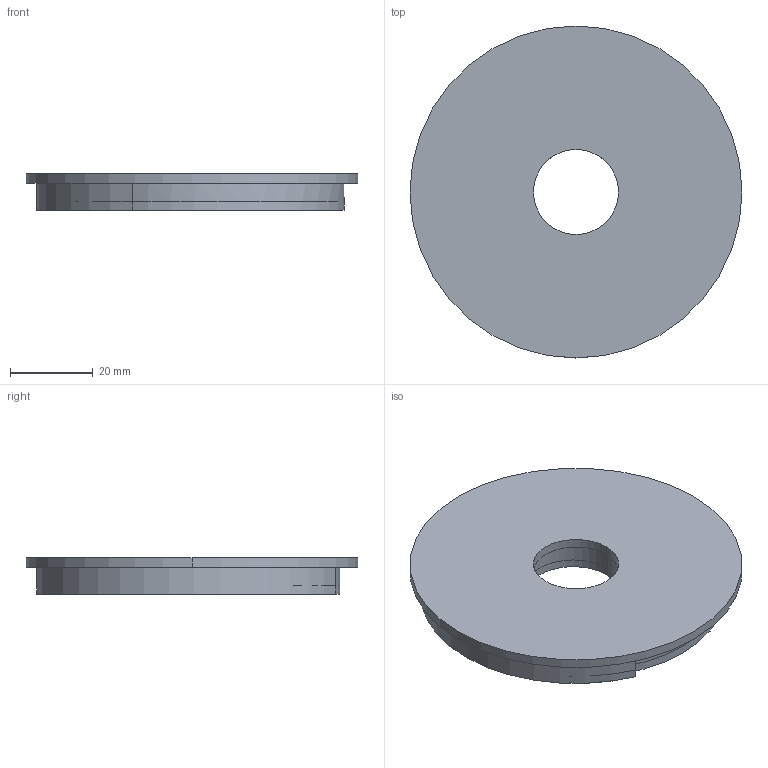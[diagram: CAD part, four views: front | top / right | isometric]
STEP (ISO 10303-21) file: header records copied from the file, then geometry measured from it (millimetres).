
FILE_DESCRIPTION (( 'STEP AP214' ), '1' );
FILE_NAME ('spirale V2.STEP', '2022-12-20T10:18:59', ( '' ), ( '' ), 'SwSTEP 2.0', 'SolidWorks 2017', '' );
FILE_SCHEMA (( 'AUTOMOTIVE_DESIGN' ));
Length unit declared in the file: millimetre
Products named in the file (1): spirale V2
Bounding box: 80 x 80 x 8.75 mm (x, y, z)
Volume: 22722.3 mm3; surface area: 24225.2 mm2
Topology: 1 solids, 1 shells, 13 faces, 30 edges, 20 vertices
Faces by surface type: cylinder 6, bspline 4, plane 3
Entity records: 6230 total; most frequent: CARTESIAN_POINT 5904, ORIENTED_EDGE 60, DIRECTION 56, EDGE_CURVE 30, AXIS2_PLACEMENT_3D 22, VERTEX_POINT 20, EDGE_LOOP 16, ADVANCED_FACE 13
